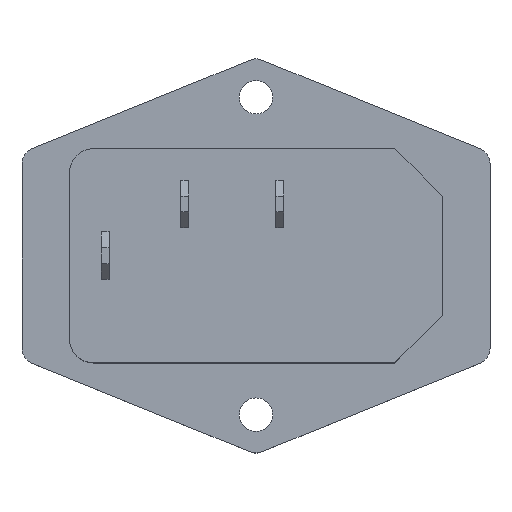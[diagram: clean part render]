
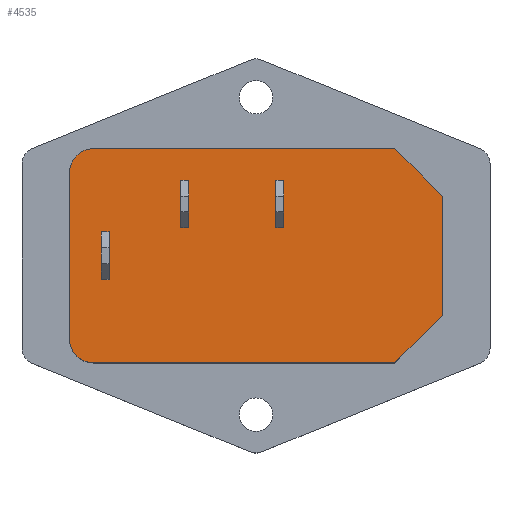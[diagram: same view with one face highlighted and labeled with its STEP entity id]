
A CAD part, top view. The second image highlights one B-rep face of the part: STEP entity #4535.
In plain terms, the highlighted planar face has unit normal (0, 0, 1).
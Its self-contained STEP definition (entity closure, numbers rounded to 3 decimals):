
#3837 = PLANE('',#3838);
#3838 = AXIS2_PLACEMENT_3D('',#3839,#3840,#3841);
#3839 = CARTESIAN_POINT('',(-21.602,-14.209,0.));
#3840 = DIRECTION('',(-1.,0.,0.));
#3841 = DIRECTION('',(0.,1.,0.));
#3870 = CYLINDRICAL_SURFACE('',#3871,3.);
#3871 = AXIS2_PLACEMENT_3D('',#3872,#3873,#3874);
#3872 = CARTESIAN_POINT('',(-18.602,9.791,0.));
#3873 = DIRECTION('',(0.,0.,1.));
#3874 = DIRECTION('',(-1.,0.,0.));
#3898 = PLANE('',#3899);
#3899 = AXIS2_PLACEMENT_3D('',#3900,#3901,#3902);
#3900 = CARTESIAN_POINT('',(-21.602,12.791,0.));
#3901 = DIRECTION('',(0.,1.,0.));
#3902 = DIRECTION('',(1.,0.,0.));
#3926 = PLANE('',#3927);
#3927 = AXIS2_PLACEMENT_3D('',#3928,#3929,#3930);
#3928 = CARTESIAN_POINT('',(19.398,12.791,0.));
#3929 = DIRECTION('',(0.707,0.707,0.));
#3930 = DIRECTION('',(0.707,-0.707,0.));
#3954 = PLANE('',#3955);
#3955 = AXIS2_PLACEMENT_3D('',#3956,#3957,#3958);
#3956 = CARTESIAN_POINT('',(25.398,6.791,0.));
#3957 = DIRECTION('',(1.,0.,0.));
#3958 = DIRECTION('',(0.,-1.,0.));
#3982 = PLANE('',#3983);
#3983 = AXIS2_PLACEMENT_3D('',#3984,#3985,#3986);
#3984 = CARTESIAN_POINT('',(25.398,-8.209,0.));
#3985 = DIRECTION('',(0.707,-0.707,0.));
#3986 = DIRECTION('',(-0.707,-0.707,0.));
#4010 = PLANE('',#4011);
#4011 = AXIS2_PLACEMENT_3D('',#4012,#4013,#4014);
#4012 = CARTESIAN_POINT('',(19.398,-14.209,0.));
#4013 = DIRECTION('',(0.,-1.,0.));
#4014 = DIRECTION('',(-1.,0.,0.));
#4037 = CYLINDRICAL_SURFACE('',#4038,3.);
#4038 = AXIS2_PLACEMENT_3D('',#4039,#4040,#4041);
#4039 = CARTESIAN_POINT('',(-18.602,-11.209,0.));
#4040 = DIRECTION('',(0.,0.,1.));
#4041 = DIRECTION('',(-1.,0.,0.));
#4138 = VERTEX_POINT('',#4139);
#4139 = CARTESIAN_POINT('',(-21.602,-11.209,18.));
#4160 = EDGE_CURVE('',#4138,#4161,#4163,.T.);
#4161 = VERTEX_POINT('',#4162);
#4162 = CARTESIAN_POINT('',(-21.602,9.791,18.));
#4163 = SURFACE_CURVE('',#4164,(#4168,#4175),.PCURVE_S1.);
#4164 = LINE('',#4165,#4166);
#4165 = CARTESIAN_POINT('',(-21.602,-14.209,18.));
#4166 = VECTOR('',#4167,1.);
#4167 = DIRECTION('',(0.,1.,0.));
#4168 = PCURVE('',#3837,#4169);
#4169 = DEFINITIONAL_REPRESENTATION('',(#4170),#4174);
#4170 = LINE('',#4171,#4172);
#4171 = CARTESIAN_POINT('',(0.,-18.));
#4172 = VECTOR('',#4173,1.);
#4173 = DIRECTION('',(1.,0.));
#4174 = ( GEOMETRIC_REPRESENTATION_CONTEXT(2) 
PARAMETRIC_REPRESENTATION_CONTEXT() REPRESENTATION_CONTEXT('2D SPACE',''
  ) );
#4175 = PCURVE('',#4176,#4181);
#4176 = PLANE('',#4177);
#4177 = AXIS2_PLACEMENT_3D('',#4178,#4179,#4180);
#4178 = CARTESIAN_POINT('',(-21.602,12.791,18.));
#4179 = DIRECTION('',(0.,0.,1.));
#4180 = DIRECTION('',(1.,0.,0.));
#4181 = DEFINITIONAL_REPRESENTATION('',(#4182),#4186);
#4182 = LINE('',#4183,#4184);
#4183 = CARTESIAN_POINT('',(0.,-27.));
#4184 = VECTOR('',#4185,1.);
#4185 = DIRECTION('',(0.,1.));
#4186 = ( GEOMETRIC_REPRESENTATION_CONTEXT(2) 
PARAMETRIC_REPRESENTATION_CONTEXT() REPRESENTATION_CONTEXT('2D SPACE',''
  ) );
#4214 = VERTEX_POINT('',#4215);
#4215 = CARTESIAN_POINT('',(-18.602,-14.209,18.));
#4236 = EDGE_CURVE('',#4138,#4214,#4237,.T.);
#4237 = SURFACE_CURVE('',#4238,(#4243,#4250),.PCURVE_S1.);
#4238 = CIRCLE('',#4239,3.);
#4239 = AXIS2_PLACEMENT_3D('',#4240,#4241,#4242);
#4240 = CARTESIAN_POINT('',(-18.602,-11.209,18.));
#4241 = DIRECTION('',(-0.,0.,1.));
#4242 = DIRECTION('',(0.,-1.,0.));
#4243 = PCURVE('',#4037,#4244);
#4244 = DEFINITIONAL_REPRESENTATION('',(#4245),#4249);
#4245 = LINE('',#4246,#4247);
#4246 = CARTESIAN_POINT('',(-4.712,18.));
#4247 = VECTOR('',#4248,1.);
#4248 = DIRECTION('',(1.,0.));
#4249 = ( GEOMETRIC_REPRESENTATION_CONTEXT(2) 
PARAMETRIC_REPRESENTATION_CONTEXT() REPRESENTATION_CONTEXT('2D SPACE',''
  ) );
#4250 = PCURVE('',#4176,#4251);
#4251 = DEFINITIONAL_REPRESENTATION('',(#4252),#4256);
#4252 = CIRCLE('',#4253,3.);
#4253 = AXIS2_PLACEMENT_2D('',#4254,#4255);
#4254 = CARTESIAN_POINT('',(3.,-24.));
#4255 = DIRECTION('',(0.,-1.));
#4256 = ( GEOMETRIC_REPRESENTATION_CONTEXT(2) 
PARAMETRIC_REPRESENTATION_CONTEXT() REPRESENTATION_CONTEXT('2D SPACE',''
  ) );
#4264 = VERTEX_POINT('',#4265);
#4265 = CARTESIAN_POINT('',(-18.602,12.791,18.));
#4286 = EDGE_CURVE('',#4161,#4264,#4287,.T.);
#4287 = SURFACE_CURVE('',#4288,(#4293,#4300),.PCURVE_S1.);
#4288 = CIRCLE('',#4289,3.);
#4289 = AXIS2_PLACEMENT_3D('',#4290,#4291,#4292);
#4290 = CARTESIAN_POINT('',(-18.602,9.791,18.));
#4291 = DIRECTION('',(-0.,-0.,-1.));
#4292 = DIRECTION('',(0.,-1.,0.));
#4293 = PCURVE('',#3870,#4294);
#4294 = DEFINITIONAL_REPRESENTATION('',(#4295),#4299);
#4295 = LINE('',#4296,#4297);
#4296 = CARTESIAN_POINT('',(1.571,18.));
#4297 = VECTOR('',#4298,1.);
#4298 = DIRECTION('',(-1.,0.));
#4299 = ( GEOMETRIC_REPRESENTATION_CONTEXT(2) 
PARAMETRIC_REPRESENTATION_CONTEXT() REPRESENTATION_CONTEXT('2D SPACE',''
  ) );
#4300 = PCURVE('',#4176,#4301);
#4301 = DEFINITIONAL_REPRESENTATION('',(#4302),#4310);
#4302 = ( BOUNDED_CURVE() B_SPLINE_CURVE(2,(#4303,#4304,#4305,#4306,
#4307,#4308,#4309),.UNSPECIFIED.,.T.,.F.) B_SPLINE_CURVE_WITH_KNOTS((1,2
    ,2,2,2,1),(-2.094,0.,2.094,4.189,
6.283,8.378),.UNSPECIFIED.) CURVE() 
GEOMETRIC_REPRESENTATION_ITEM() RATIONAL_B_SPLINE_CURVE((1.,0.5,1.,0.5,
1.,0.5,1.)) REPRESENTATION_ITEM('') );
#4303 = CARTESIAN_POINT('',(3.,-6.));
#4304 = CARTESIAN_POINT('',(-2.196,-6.));
#4305 = CARTESIAN_POINT('',(0.402,-1.5));
#4306 = CARTESIAN_POINT('',(3.,3.));
#4307 = CARTESIAN_POINT('',(5.598,-1.5));
#4308 = CARTESIAN_POINT('',(8.196,-6.));
#4309 = CARTESIAN_POINT('',(3.,-6.));
#4310 = ( GEOMETRIC_REPRESENTATION_CONTEXT(2) 
PARAMETRIC_REPRESENTATION_CONTEXT() REPRESENTATION_CONTEXT('2D SPACE',''
  ) );
#4318 = VERTEX_POINT('',#4319);
#4319 = CARTESIAN_POINT('',(19.398,-14.209,18.));
#4340 = EDGE_CURVE('',#4318,#4214,#4341,.T.);
#4341 = SURFACE_CURVE('',#4342,(#4346,#4353),.PCURVE_S1.);
#4342 = LINE('',#4343,#4344);
#4343 = CARTESIAN_POINT('',(19.398,-14.209,18.));
#4344 = VECTOR('',#4345,1.);
#4345 = DIRECTION('',(-1.,0.,0.));
#4346 = PCURVE('',#4010,#4347);
#4347 = DEFINITIONAL_REPRESENTATION('',(#4348),#4352);
#4348 = LINE('',#4349,#4350);
#4349 = CARTESIAN_POINT('',(0.,-18.));
#4350 = VECTOR('',#4351,1.);
#4351 = DIRECTION('',(1.,0.));
#4352 = ( GEOMETRIC_REPRESENTATION_CONTEXT(2) 
PARAMETRIC_REPRESENTATION_CONTEXT() REPRESENTATION_CONTEXT('2D SPACE',''
  ) );
#4353 = PCURVE('',#4176,#4354);
#4354 = DEFINITIONAL_REPRESENTATION('',(#4355),#4359);
#4355 = LINE('',#4356,#4357);
#4356 = CARTESIAN_POINT('',(41.,-27.));
#4357 = VECTOR('',#4358,1.);
#4358 = DIRECTION('',(-1.,0.));
#4359 = ( GEOMETRIC_REPRESENTATION_CONTEXT(2) 
PARAMETRIC_REPRESENTATION_CONTEXT() REPRESENTATION_CONTEXT('2D SPACE',''
  ) );
#4367 = EDGE_CURVE('',#4264,#4368,#4370,.T.);
#4368 = VERTEX_POINT('',#4369);
#4369 = CARTESIAN_POINT('',(19.398,12.791,18.));
#4370 = SURFACE_CURVE('',#4371,(#4375,#4382),.PCURVE_S1.);
#4371 = LINE('',#4372,#4373);
#4372 = CARTESIAN_POINT('',(-21.602,12.791,18.));
#4373 = VECTOR('',#4374,1.);
#4374 = DIRECTION('',(1.,0.,0.));
#4375 = PCURVE('',#3898,#4376);
#4376 = DEFINITIONAL_REPRESENTATION('',(#4377),#4381);
#4377 = LINE('',#4378,#4379);
#4378 = CARTESIAN_POINT('',(0.,-18.));
#4379 = VECTOR('',#4380,1.);
#4380 = DIRECTION('',(1.,0.));
#4381 = ( GEOMETRIC_REPRESENTATION_CONTEXT(2) 
PARAMETRIC_REPRESENTATION_CONTEXT() REPRESENTATION_CONTEXT('2D SPACE',''
  ) );
#4382 = PCURVE('',#4176,#4383);
#4383 = DEFINITIONAL_REPRESENTATION('',(#4384),#4388);
#4384 = LINE('',#4385,#4386);
#4385 = CARTESIAN_POINT('',(0.,0.));
#4386 = VECTOR('',#4387,1.);
#4387 = DIRECTION('',(1.,0.));
#4388 = ( GEOMETRIC_REPRESENTATION_CONTEXT(2) 
PARAMETRIC_REPRESENTATION_CONTEXT() REPRESENTATION_CONTEXT('2D SPACE',''
  ) );
#4415 = VERTEX_POINT('',#4416);
#4416 = CARTESIAN_POINT('',(25.398,-8.209,18.));
#4437 = EDGE_CURVE('',#4415,#4318,#4438,.T.);
#4438 = SURFACE_CURVE('',#4439,(#4443,#4450),.PCURVE_S1.);
#4439 = LINE('',#4440,#4441);
#4440 = CARTESIAN_POINT('',(25.398,-8.209,18.));
#4441 = VECTOR('',#4442,1.);
#4442 = DIRECTION('',(-0.707,-0.707,0.));
#4443 = PCURVE('',#3982,#4444);
#4444 = DEFINITIONAL_REPRESENTATION('',(#4445),#4449);
#4445 = LINE('',#4446,#4447);
#4446 = CARTESIAN_POINT('',(0.,-18.));
#4447 = VECTOR('',#4448,1.);
#4448 = DIRECTION('',(1.,-0.));
#4449 = ( GEOMETRIC_REPRESENTATION_CONTEXT(2) 
PARAMETRIC_REPRESENTATION_CONTEXT() REPRESENTATION_CONTEXT('2D SPACE',''
  ) );
#4450 = PCURVE('',#4176,#4451);
#4451 = DEFINITIONAL_REPRESENTATION('',(#4452),#4456);
#4452 = LINE('',#4453,#4454);
#4453 = CARTESIAN_POINT('',(47.,-21.));
#4454 = VECTOR('',#4455,1.);
#4455 = DIRECTION('',(-0.707,-0.707));
#4456 = ( GEOMETRIC_REPRESENTATION_CONTEXT(2) 
PARAMETRIC_REPRESENTATION_CONTEXT() REPRESENTATION_CONTEXT('2D SPACE',''
  ) );
#4464 = EDGE_CURVE('',#4368,#4465,#4467,.T.);
#4465 = VERTEX_POINT('',#4466);
#4466 = CARTESIAN_POINT('',(25.398,6.791,18.));
#4467 = SURFACE_CURVE('',#4468,(#4472,#4479),.PCURVE_S1.);
#4468 = LINE('',#4469,#4470);
#4469 = CARTESIAN_POINT('',(19.398,12.791,18.));
#4470 = VECTOR('',#4471,1.);
#4471 = DIRECTION('',(0.707,-0.707,0.));
#4472 = PCURVE('',#3926,#4473);
#4473 = DEFINITIONAL_REPRESENTATION('',(#4474),#4478);
#4474 = LINE('',#4475,#4476);
#4475 = CARTESIAN_POINT('',(0.,-18.));
#4476 = VECTOR('',#4477,1.);
#4477 = DIRECTION('',(1.,0.));
#4478 = ( GEOMETRIC_REPRESENTATION_CONTEXT(2) 
PARAMETRIC_REPRESENTATION_CONTEXT() REPRESENTATION_CONTEXT('2D SPACE',''
  ) );
#4479 = PCURVE('',#4176,#4480);
#4480 = DEFINITIONAL_REPRESENTATION('',(#4481),#4485);
#4481 = LINE('',#4482,#4483);
#4482 = CARTESIAN_POINT('',(41.,0.));
#4483 = VECTOR('',#4484,1.);
#4484 = DIRECTION('',(0.707,-0.707));
#4485 = ( GEOMETRIC_REPRESENTATION_CONTEXT(2) 
PARAMETRIC_REPRESENTATION_CONTEXT() REPRESENTATION_CONTEXT('2D SPACE',''
  ) );
#4513 = EDGE_CURVE('',#4465,#4415,#4514,.T.);
#4514 = SURFACE_CURVE('',#4515,(#4519,#4526),.PCURVE_S1.);
#4515 = LINE('',#4516,#4517);
#4516 = CARTESIAN_POINT('',(25.398,6.791,18.));
#4517 = VECTOR('',#4518,1.);
#4518 = DIRECTION('',(0.,-1.,0.));
#4519 = PCURVE('',#3954,#4520);
#4520 = DEFINITIONAL_REPRESENTATION('',(#4521),#4525);
#4521 = LINE('',#4522,#4523);
#4522 = CARTESIAN_POINT('',(0.,-18.));
#4523 = VECTOR('',#4524,1.);
#4524 = DIRECTION('',(1.,0.));
#4525 = ( GEOMETRIC_REPRESENTATION_CONTEXT(2) 
PARAMETRIC_REPRESENTATION_CONTEXT() REPRESENTATION_CONTEXT('2D SPACE',''
  ) );
#4526 = PCURVE('',#4176,#4527);
#4527 = DEFINITIONAL_REPRESENTATION('',(#4528),#4532);
#4528 = LINE('',#4529,#4530);
#4529 = CARTESIAN_POINT('',(47.,-6.));
#4530 = VECTOR('',#4531,1.);
#4531 = DIRECTION('',(0.,-1.));
#4532 = ( GEOMETRIC_REPRESENTATION_CONTEXT(2) 
PARAMETRIC_REPRESENTATION_CONTEXT() REPRESENTATION_CONTEXT('2D SPACE',''
  ) );
#4535 = ADVANCED_FACE('',(#4536),#4176,.T.);
#4536 = FACE_BOUND('',#4537,.T.);
#4537 = EDGE_LOOP('',(#4538,#4539,#4540,#4541,#4542,#4543,#4544,#4545));
#4538 = ORIENTED_EDGE('',*,*,#4367,.F.);
#4539 = ORIENTED_EDGE('',*,*,#4286,.F.);
#4540 = ORIENTED_EDGE('',*,*,#4160,.F.);
#4541 = ORIENTED_EDGE('',*,*,#4236,.T.);
#4542 = ORIENTED_EDGE('',*,*,#4340,.F.);
#4543 = ORIENTED_EDGE('',*,*,#4437,.F.);
#4544 = ORIENTED_EDGE('',*,*,#4513,.F.);
#4545 = ORIENTED_EDGE('',*,*,#4464,.F.);
